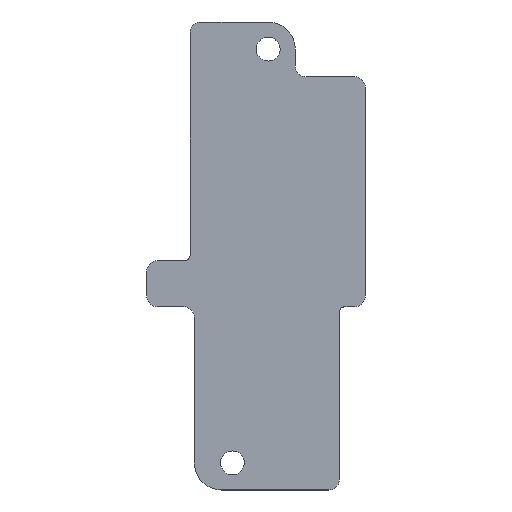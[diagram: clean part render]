
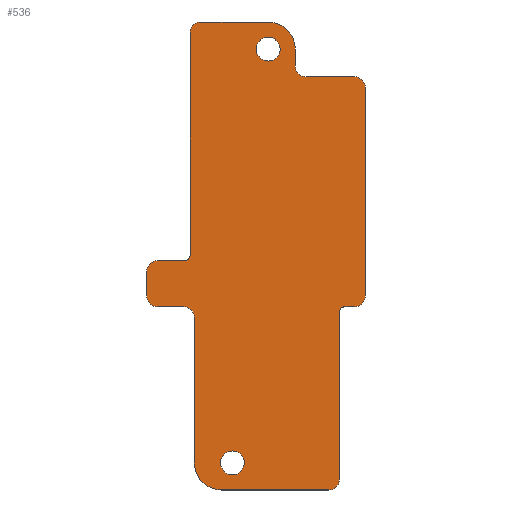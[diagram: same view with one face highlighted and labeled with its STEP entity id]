
A CAD part, top view. The second image highlights one B-rep face of the part: STEP entity #536.
In plain terms, the highlighted planar face has unit normal (0, 0, 1).
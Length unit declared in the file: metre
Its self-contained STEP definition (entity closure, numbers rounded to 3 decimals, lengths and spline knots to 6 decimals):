
#32=PLANE('',#585);
#38=LINE('',#794,#86);
#41=LINE('',#801,#89);
#43=LINE('',#805,#91);
#47=LINE('',#814,#95);
#51=LINE('',#823,#99);
#55=LINE('',#832,#103);
#62=LINE('',#851,#110);
#65=LINE('',#858,#113);
#67=LINE('',#862,#115);
#73=LINE('',#876,#121);
#77=LINE('',#885,#125);
#79=LINE('',#894,#127);
#86=VECTOR('',#631,1.);
#89=VECTOR('',#636,1.);
#91=VECTOR('',#640,1.);
#95=VECTOR('',#646,1.);
#99=VECTOR('',#652,1.);
#103=VECTOR('',#658,1.);
#110=VECTOR('',#673,1.);
#113=VECTOR('',#678,1.);
#115=VECTOR('',#682,1.);
#121=VECTOR('',#690,1.);
#125=VECTOR('',#696,1.);
#127=VECTOR('',#706,1.);
#190=ORIENTED_EDGE('',*,*,#288,.F.);
#191=ORIENTED_EDGE('',*,*,#338,.T.);
#192=ORIENTED_EDGE('',*,*,#291,.F.);
#193=ORIENTED_EDGE('',*,*,#339,.T.);
#194=ORIENTED_EDGE('',*,*,#293,.T.);
#195=ORIENTED_EDGE('',*,*,#340,.T.);
#196=ORIENTED_EDGE('',*,*,#297,.T.);
#197=ORIENTED_EDGE('',*,*,#341,.T.);
#198=ORIENTED_EDGE('',*,*,#301,.T.);
#199=ORIENTED_EDGE('',*,*,#342,.T.);
#200=ORIENTED_EDGE('',*,*,#305,.F.);
#201=ORIENTED_EDGE('',*,*,#311,.T.);
#202=ORIENTED_EDGE('',*,*,#314,.F.);
#203=ORIENTED_EDGE('',*,*,#343,.T.);
#204=ORIENTED_EDGE('',*,*,#317,.F.);
#205=ORIENTED_EDGE('',*,*,#344,.T.);
#206=ORIENTED_EDGE('',*,*,#319,.F.);
#207=ORIENTED_EDGE('',*,*,#345,.T.);
#208=ORIENTED_EDGE('',*,*,#325,.F.);
#209=ORIENTED_EDGE('',*,*,#346,.T.);
#210=ORIENTED_EDGE('',*,*,#329,.F.);
#211=ORIENTED_EDGE('',*,*,#347,.T.);
#212=ORIENTED_EDGE('',*,*,#333,.F.);
#213=ORIENTED_EDGE('',*,*,#284,.F.);
#214=ORIENTED_EDGE('',*,*,#331,.F.);
#215=ORIENTED_EDGE('',*,*,#336,.F.);
#284=EDGE_CURVE('',#360,#361,#411,.T.);
#288=EDGE_CURVE('',#363,#360,#38,.T.);
#291=EDGE_CURVE('',#366,#367,#41,.T.);
#293=EDGE_CURVE('',#368,#369,#43,.T.);
#297=EDGE_CURVE('',#372,#373,#47,.T.);
#301=EDGE_CURVE('',#376,#377,#51,.T.);
#305=EDGE_CURVE('',#380,#381,#55,.T.);
#311=EDGE_CURVE('',#380,#385,#413,.T.);
#314=EDGE_CURVE('',#387,#385,#62,.T.);
#317=EDGE_CURVE('',#390,#391,#65,.T.);
#319=EDGE_CURVE('',#392,#393,#67,.T.);
#325=EDGE_CURVE('',#398,#399,#73,.T.);
#329=EDGE_CURVE('',#402,#403,#77,.T.);
#331=EDGE_CURVE('',#404,#404,#414,.T.);
#333=EDGE_CURVE('',#361,#406,#79,.T.);
#336=EDGE_CURVE('',#408,#408,#416,.T.);
#338=EDGE_CURVE('',#363,#367,#418,.T.);
#339=EDGE_CURVE('',#366,#368,#419,.F.);
#340=EDGE_CURVE('',#369,#372,#420,.T.);
#341=EDGE_CURVE('',#373,#376,#421,.T.);
#342=EDGE_CURVE('',#377,#381,#422,.F.);
#343=EDGE_CURVE('',#387,#391,#423,.T.);
#344=EDGE_CURVE('',#390,#393,#424,.F.);
#345=EDGE_CURVE('',#392,#399,#425,.T.);
#346=EDGE_CURVE('',#398,#403,#426,.T.);
#347=EDGE_CURVE('',#402,#406,#427,.F.);
#360=VERTEX_POINT('',#785);
#361=VERTEX_POINT('',#787);
#363=VERTEX_POINT('',#793);
#366=VERTEX_POINT('',#800);
#367=VERTEX_POINT('',#802);
#368=VERTEX_POINT('',#806);
#369=VERTEX_POINT('',#807);
#372=VERTEX_POINT('',#815);
#373=VERTEX_POINT('',#816);
#376=VERTEX_POINT('',#824);
#377=VERTEX_POINT('',#825);
#380=VERTEX_POINT('',#833);
#381=VERTEX_POINT('',#834);
#385=VERTEX_POINT('',#844);
#387=VERTEX_POINT('',#850);
#390=VERTEX_POINT('',#857);
#391=VERTEX_POINT('',#859);
#392=VERTEX_POINT('',#863);
#393=VERTEX_POINT('',#864);
#398=VERTEX_POINT('',#875);
#399=VERTEX_POINT('',#877);
#402=VERTEX_POINT('',#884);
#403=VERTEX_POINT('',#886);
#404=VERTEX_POINT('',#890);
#406=VERTEX_POINT('',#895);
#408=VERTEX_POINT('',#901);
#411=CIRCLE('',#563,0.0025);
#413=CIRCLE('',#572,0.0025);
#414=CIRCLE('',#579,0.0011);
#416=CIRCLE('',#583,0.0011);
#418=CIRCLE('',#586,0.001);
#419=CIRCLE('',#587,0.0005);
#420=CIRCLE('',#588,0.001);
#421=CIRCLE('',#589,0.001);
#422=CIRCLE('',#590,0.001);
#423=CIRCLE('',#591,0.001);
#424=CIRCLE('',#592,0.0005);
#425=CIRCLE('',#593,0.001);
#426=CIRCLE('',#594,0.001);
#427=CIRCLE('',#595,0.001);
#456=EDGE_LOOP('',(#190,#191,#192,#193,#194,#195,#196,#197,#198,#199,#200,
#201,#202,#203,#204,#205,#206,#207,#208,#209,#210,#211,#212,#213));
#457=EDGE_LOOP('',(#214));
#458=EDGE_LOOP('',(#215));
#490=FACE_BOUND('',#456,.T.);
#491=FACE_BOUND('',#457,.T.);
#492=FACE_BOUND('',#458,.T.);
#536=ADVANCED_FACE('',(#490,#491,#492),#32,.T.);
#563=AXIS2_PLACEMENT_3D('',#786,#624,#625);
#572=AXIS2_PLACEMENT_3D('',#845,#667,#668);
#579=AXIS2_PLACEMENT_3D('',#889,#700,#701);
#583=AXIS2_PLACEMENT_3D('',#900,#711,#712);
#585=AXIS2_PLACEMENT_3D('',#904,#715,#716);
#586=AXIS2_PLACEMENT_3D('',#905,#717,#718);
#587=AXIS2_PLACEMENT_3D('',#906,#719,#720);
#588=AXIS2_PLACEMENT_3D('',#907,#721,#722);
#589=AXIS2_PLACEMENT_3D('',#908,#723,#724);
#590=AXIS2_PLACEMENT_3D('',#909,#725,#726);
#591=AXIS2_PLACEMENT_3D('',#910,#727,#728);
#592=AXIS2_PLACEMENT_3D('',#911,#729,#730);
#593=AXIS2_PLACEMENT_3D('',#912,#731,#732);
#594=AXIS2_PLACEMENT_3D('',#913,#733,#734);
#595=AXIS2_PLACEMENT_3D('',#914,#735,#736);
#624=DIRECTION('',(0.,0.,-1.));
#625=DIRECTION('',(1.,0.,0.));
#631=DIRECTION('',(1.,0.,0.));
#636=DIRECTION('',(0.,1.,0.));
#640=DIRECTION('',(-1.,0.,0.));
#646=DIRECTION('',(0.,-1.,0.));
#652=DIRECTION('',(1.,0.,0.));
#658=DIRECTION('',(0.,1.,0.));
#667=DIRECTION('',(0.,0.,1.));
#668=DIRECTION('',(1.,0.,0.));
#673=DIRECTION('',(-1.,0.,0.));
#678=DIRECTION('',(0.,-1.,0.));
#682=DIRECTION('',(-1.,0.,0.));
#690=DIRECTION('',(0.,-1.,0.));
#696=DIRECTION('',(1.,0.,0.));
#700=DIRECTION('',(0.,0.,1.));
#701=DIRECTION('',(1.,0.,0.));
#706=DIRECTION('',(0.,-1.,0.));
#711=DIRECTION('',(0.,0.,1.));
#712=DIRECTION('',(1.,0.,0.));
#715=DIRECTION('',(0.,0.,1.));
#716=DIRECTION('',(1.,0.,0.));
#717=DIRECTION('',(0.,0.,1.));
#718=DIRECTION('',(1.,0.,0.));
#719=DIRECTION('',(0.,0.,1.));
#720=DIRECTION('',(1.,0.,0.));
#721=DIRECTION('',(0.,0.,1.));
#722=DIRECTION('',(1.,0.,0.));
#723=DIRECTION('',(0.,0.,1.));
#724=DIRECTION('',(1.,0.,0.));
#725=DIRECTION('',(0.,0.,1.));
#726=DIRECTION('',(1.,0.,0.));
#727=DIRECTION('',(0.,0.,1.));
#728=DIRECTION('',(1.,0.,0.));
#729=DIRECTION('',(0.,0.,1.));
#730=DIRECTION('',(1.,0.,0.));
#731=DIRECTION('',(0.,0.,1.));
#732=DIRECTION('',(1.,0.,0.));
#733=DIRECTION('',(0.,0.,1.));
#734=DIRECTION('',(1.,0.,0.));
#735=DIRECTION('',(0.,0.,1.));
#736=DIRECTION('',(1.,0.,0.));
#785=CARTESIAN_POINT('',(-0.011594,-0.00445,-0.008001));
#786=CARTESIAN_POINT('',(-0.011594,-0.00695,-0.008001));
#787=CARTESIAN_POINT('',(-0.009094,-0.00695,-0.008001));
#793=CARTESIAN_POINT('',(-0.017794,-0.00445,-0.008001));
#794=CARTESIAN_POINT('',(-0.015194,-0.00445,-0.008001));
#800=CARTESIAN_POINT('',(-0.018794,-0.02595,-0.008001));
#801=CARTESIAN_POINT('',(-0.018794,-0.01545,-0.008001));
#802=CARTESIAN_POINT('',(-0.018794,-0.00545,-0.008001));
#805=CARTESIAN_POINT('',(-0.020794,-0.02645,-0.008001));
#806=CARTESIAN_POINT('',(-0.019294,-0.02645,-0.008001));
#807=CARTESIAN_POINT('',(-0.021794,-0.02645,-0.008001));
#814=CARTESIAN_POINT('',(-0.022794,-0.028575,-0.008001));
#815=CARTESIAN_POINT('',(-0.022794,-0.02745,-0.008001));
#816=CARTESIAN_POINT('',(-0.022794,-0.0297,-0.008001));
#823=CARTESIAN_POINT('',(-0.020594,-0.0307,-0.008001));
#824=CARTESIAN_POINT('',(-0.021794,-0.0307,-0.008001));
#825=CARTESIAN_POINT('',(-0.019394,-0.0307,-0.008001));
#832=CARTESIAN_POINT('',(-0.018394,-0.0379,-0.008001));
#833=CARTESIAN_POINT('',(-0.018394,-0.0451,-0.008001));
#834=CARTESIAN_POINT('',(-0.018394,-0.0317,-0.008001));
#844=CARTESIAN_POINT('',(-0.015894,-0.0476,-0.008001));
#845=CARTESIAN_POINT('',(-0.015894,-0.0451,-0.008001));
#850=CARTESIAN_POINT('',(-0.006019,-0.0476,-0.008001));
#851=CARTESIAN_POINT('',(-0.010456,-0.0476,-0.008001));
#857=CARTESIAN_POINT('',(-0.005019,-0.0312,-0.008001));
#858=CARTESIAN_POINT('',(-0.005019,-0.03915,-0.008001));
#859=CARTESIAN_POINT('',(-0.005019,-0.0466,-0.008001));
#862=CARTESIAN_POINT('',(-0.003828,-0.0307,-0.008001));
#863=CARTESIAN_POINT('',(-0.003638,-0.0307,-0.008001));
#864=CARTESIAN_POINT('',(-0.004519,-0.0307,-0.008001));
#875=CARTESIAN_POINT('',(-0.002638,-0.0105,-0.008001));
#876=CARTESIAN_POINT('',(-0.002638,-0.0201,-0.008001));
#877=CARTESIAN_POINT('',(-0.002638,-0.0297,-0.008001));
#884=CARTESIAN_POINT('',(-0.008094,-0.0095,-0.008001));
#885=CARTESIAN_POINT('',(-0.005866,-0.0095,-0.008001));
#886=CARTESIAN_POINT('',(-0.003638,-0.0095,-0.008001));
#889=CARTESIAN_POINT('',(-0.011594,-0.00695,-0.008001));
#890=CARTESIAN_POINT('',(-0.010494,-0.00695,-0.008001));
#894=CARTESIAN_POINT('',(-0.009094,-0.008225,-0.008001));
#895=CARTESIAN_POINT('',(-0.009094,-0.0085,-0.008001));
#900=CARTESIAN_POINT('',(-0.014894,-0.0451,-0.008001));
#901=CARTESIAN_POINT('',(-0.013794,-0.0451,-0.008001));
#904=CARTESIAN_POINT('',(0.142875,-0.0381,-0.008001));
#905=CARTESIAN_POINT('',(-0.017794,-0.00545,-0.008001));
#906=CARTESIAN_POINT('',(-0.019294,-0.02595,-0.008001));
#907=CARTESIAN_POINT('',(-0.021794,-0.02745,-0.008001));
#908=CARTESIAN_POINT('',(-0.021794,-0.0297,-0.008001));
#909=CARTESIAN_POINT('',(-0.019394,-0.0317,-0.008001));
#910=CARTESIAN_POINT('',(-0.006019,-0.0466,-0.008001));
#911=CARTESIAN_POINT('',(-0.004519,-0.0312,-0.008001));
#912=CARTESIAN_POINT('',(-0.003638,-0.0297,-0.008001));
#913=CARTESIAN_POINT('',(-0.003638,-0.0105,-0.008001));
#914=CARTESIAN_POINT('',(-0.008094,-0.0085,-0.008001));
